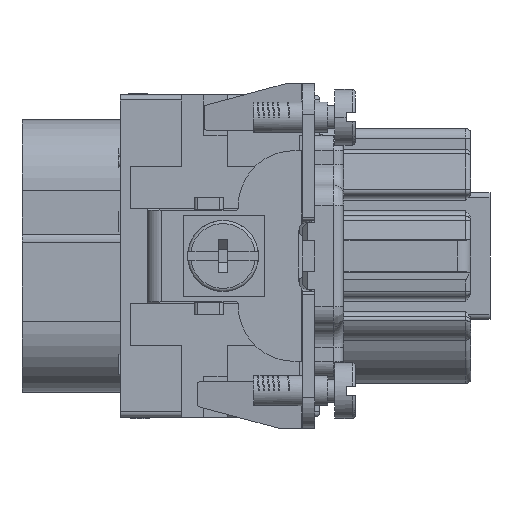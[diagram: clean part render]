
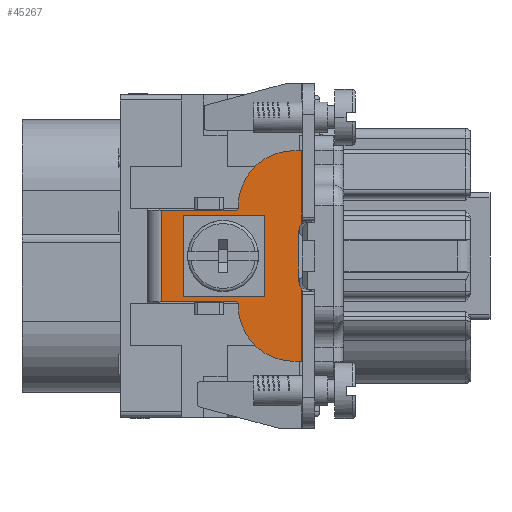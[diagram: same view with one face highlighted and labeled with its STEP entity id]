
A CAD part, left-side view. The second image highlights one B-rep face of the part: STEP entity #45267.
In plain terms, the highlighted planar face has unit normal (-1, 0, 0).
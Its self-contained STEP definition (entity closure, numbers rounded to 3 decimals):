
#11387=DIRECTION('',(0.,0.,1.));
#11388=VECTOR('',#11387,7.231);
#11389=CARTESIAN_POINT('',(-33.15,1.3,
-10.4));
#11390=LINE('',#11389,#11388);
#11424=CARTESIAN_POINT('',(-33.15,0.557,
-2.5));
#11425=DIRECTION('',(1.,0.,0.));
#11426=DIRECTION('',(0.,0.743,-0.669));
#11427=AXIS2_PLACEMENT_3D('',#11424,#11425,#11426);
#11429=DIRECTION('',(0.,-1.,0.));
#11430=VECTOR('',#11429,0.757);
#11431=CARTESIAN_POINT('',(-33.15,2.057,
-10.4));
#11432=LINE('',#11431,#11430);
#11433=CARTESIAN_POINT('',(-33.15,2.057,
-4.9));
#11434=DIRECTION('',(-1.,0.,0.));
#11435=DIRECTION('',(0.,1.,0.));
#11436=AXIS2_PLACEMENT_3D('',#11433,#11434,#11435);
#11438=DIRECTION('',(0.,0.,-1.));
#11439=VECTOR('',#11438,0.1);
#11440=CARTESIAN_POINT('',(-33.15,7.557,
-4.8));
#11441=LINE('',#11440,#11439);
#11442=CARTESIAN_POINT('',(-33.15,7.857,
-4.8));
#11443=DIRECTION('',(1.,0.,0.));
#11444=DIRECTION('',(0.,0.,1.));
#11445=AXIS2_PLACEMENT_3D('',#11442,#11443,#11444);
#11447=DIRECTION('',(0.,-1.,0.));
#11448=VECTOR('',#11447,1.2);
#11449=CARTESIAN_POINT('',(-33.15,9.057,
-4.5));
#11450=LINE('',#11449,#11448);
#11451=DIRECTION('',(0.,-1.,0.));
#11452=VECTOR('',#11451,3.286);
#11453=CARTESIAN_POINT('',(-33.15,15.143,
-4.5));
#11454=LINE('',#11453,#11452);
#11455=DIRECTION('',(0.,0.,1.));
#11456=VECTOR('',#11455,9.);
#11457=CARTESIAN_POINT('',(-33.15,15.143,
-4.5));
#11458=LINE('',#11457,#11456);
#11459=DIRECTION('',(0.,1.,0.));
#11460=VECTOR('',#11459,3.286);
#11461=CARTESIAN_POINT('',(-33.15,11.857,
4.5));
#11462=LINE('',#11461,#11460);
#11463=DIRECTION('',(0.,1.,0.));
#11464=VECTOR('',#11463,1.2);
#11465=CARTESIAN_POINT('',(-33.15,7.857,
4.5));
#11466=LINE('',#11465,#11464);
#11467=CARTESIAN_POINT('',(-33.15,7.857,
4.8));
#11468=DIRECTION('',(1.,0.,0.));
#11469=DIRECTION('',(0.,-1.,0.));
#11470=AXIS2_PLACEMENT_3D('',#11467,#11468,#11469);
#11472=DIRECTION('',(0.,0.,-1.));
#11473=VECTOR('',#11472,0.1);
#11474=CARTESIAN_POINT('',(-33.15,7.557,
4.9));
#11475=LINE('',#11474,#11473);
#11476=CARTESIAN_POINT('',(-33.15,2.057,
4.9));
#11477=DIRECTION('',(-1.,0.,0.));
#11478=DIRECTION('',(0.,0.,1.));
#11479=AXIS2_PLACEMENT_3D('',#11476,#11477,#11478);
#11481=DIRECTION('',(0.,1.,0.));
#11482=VECTOR('',#11481,0.743);
#11483=CARTESIAN_POINT('',(-33.15,1.314,
10.4));
#11484=LINE('',#11483,#11482);
#11485=DIRECTION('',(0.,0.,1.));
#11486=VECTOR('',#11485,7.247);
#11487=CARTESIAN_POINT('',(-33.15,1.314,
3.153));
#11488=LINE('',#11487,#11486);
#11489=CARTESIAN_POINT('',(-33.15,0.557,
2.5));
#11490=DIRECTION('',(1.,0.,0.));
#11491=DIRECTION('',(0.,1.,0.));
#11492=AXIS2_PLACEMENT_3D('',#11489,#11490,#11491);
#11494=DIRECTION('',(0.,-1.,0.));
#11495=VECTOR('',#11494,8.);
#11496=CARTESIAN_POINT('',(-33.15,12.979,
-4.));
#11497=LINE('',#11496,#11495);
#11498=DIRECTION('',(0.,0.,1.));
#11499=VECTOR('',#11498,8.);
#11500=CARTESIAN_POINT('',(-33.15,4.979,
-4.));
#11501=LINE('',#11500,#11499);
#11502=DIRECTION('',(0.,1.,0.));
#11503=VECTOR('',#11502,8.);
#11504=CARTESIAN_POINT('',(-33.15,4.979,
4.));
#11505=LINE('',#11504,#11503);
#11506=DIRECTION('',(0.,0.,-1.));
#11507=VECTOR('',#11506,8.);
#11508=CARTESIAN_POINT('',(-33.15,12.979,
4.));
#11509=LINE('',#11508,#11507);
#11510=DIRECTION('',(0.06,0.,0.998));
#11511=VECTOR('',#11510,4.989);
#11512=CARTESIAN_POINT('',(-33.15,1.557,
-2.48));
#11513=LINE('',#11512,#11511);
#11578=CARTESIAN_POINT('',(-33.15,1.314,
3.153));
#11634=DIRECTION('',(0.,1.,0.));
#11635=VECTOR('',#11634,2.8);
#11636=CARTESIAN_POINT('',(-33.15,9.057,
4.5));
#11637=LINE('',#11636,#11635);
#11748=DIRECTION('',(0.,1.,0.));
#11749=VECTOR('',#11748,2.8);
#11750=CARTESIAN_POINT('',(-33.15,9.057,
-4.5));
#11751=LINE('',#11750,#11749);
#30460=CARTESIAN_POINT('',(-33.15,7.557,
-4.9));
#30461=CARTESIAN_POINT('',(-33.15,2.057,
-10.4));
#30462=VERTEX_POINT('',#30460);
#30463=VERTEX_POINT('',#30461);
#30464=CARTESIAN_POINT('',(-33.15,7.557,
-4.8));
#30465=VERTEX_POINT('',#30464);
#30466=CARTESIAN_POINT('',(-33.15,7.857,
-4.5));
#30467=VERTEX_POINT('',#30466);
#30508=CARTESIAN_POINT('',(-33.15,7.557,
4.8));
#30509=CARTESIAN_POINT('',(-33.15,7.857,
4.5));
#30510=VERTEX_POINT('',#30508);
#30511=VERTEX_POINT('',#30509);
#30512=CARTESIAN_POINT('',(-33.15,7.557,
4.9));
#30513=VERTEX_POINT('',#30512);
#30514=CARTESIAN_POINT('',(-33.15,2.057,
10.4));
#30515=VERTEX_POINT('',#30514);
#30632=CARTESIAN_POINT('',(-33.15,15.143,
4.5));
#30633=VERTEX_POINT('',#30632);
#30634=CARTESIAN_POINT('',(-33.15,15.143,
-4.5));
#30635=VERTEX_POINT('',#30634);
#30646=CARTESIAN_POINT('',(-33.15,9.057,
-4.5));
#30647=VERTEX_POINT('',#30646);
#30650=CARTESIAN_POINT('',(-33.15,11.857,
-4.5));
#30651=VERTEX_POINT('',#30650);
#30662=CARTESIAN_POINT('',(-33.15,9.057,
4.5));
#30663=VERTEX_POINT('',#30662);
#30666=CARTESIAN_POINT('',(-33.15,11.857,
4.5));
#30667=VERTEX_POINT('',#30666);
#30701=CARTESIAN_POINT('',(-33.15,1.314,
10.4));
#30702=VERTEX_POINT('',#30701);
#30716=VERTEX_POINT('',#11578);
#30723=CARTESIAN_POINT('',(-33.15,1.3,
-10.4));
#30724=VERTEX_POINT('',#30723);
#30732=CARTESIAN_POINT('',(-33.15,1.3,
-3.169));
#30733=VERTEX_POINT('',#30732);
#30769=CARTESIAN_POINT('',(-33.15,1.557,
2.5));
#30770=VERTEX_POINT('',#30769);
#30773=CARTESIAN_POINT('',(-33.15,1.557,
-2.48));
#30774=VERTEX_POINT('',#30773);
#32012=CARTESIAN_POINT('',(-33.15,12.979,
-4.));
#32013=CARTESIAN_POINT('',(-33.15,4.979,
-4.));
#32014=VERTEX_POINT('',#32012);
#32015=VERTEX_POINT('',#32013);
#32016=CARTESIAN_POINT('',(-33.15,4.979,
4.));
#32017=VERTEX_POINT('',#32016);
#32018=CARTESIAN_POINT('',(-33.15,12.979,
4.));
#32019=VERTEX_POINT('',#32018);
#45211=CARTESIAN_POINT('',(-33.15,1.228,
-0.694));
#45212=DIRECTION('',(-1.,0.,0.));
#45213=DIRECTION('',(0.,0.,1.));
#45214=AXIS2_PLACEMENT_3D('',#45211,#45212,#45213);
#45215=PLANE('',#45214);
#45217=ORIENTED_EDGE('',*,*,#45216,.F.);
#45219=ORIENTED_EDGE('',*,*,#45218,.F.);
#45220=ORIENTED_EDGE('',*,*,#45199,.F.);
#45222=ORIENTED_EDGE('',*,*,#45221,.F.);
#45224=ORIENTED_EDGE('',*,*,#45223,.F.);
#45226=ORIENTED_EDGE('',*,*,#45225,.F.);
#45228=ORIENTED_EDGE('',*,*,#45227,.F.);
#45230=ORIENTED_EDGE('',*,*,#45229,.F.);
#45232=ORIENTED_EDGE('',*,*,#45231,.T.);
#45234=ORIENTED_EDGE('',*,*,#45233,.F.);
#45236=ORIENTED_EDGE('',*,*,#45235,.T.);
#45238=ORIENTED_EDGE('',*,*,#45237,.F.);
#45240=ORIENTED_EDGE('',*,*,#45239,.F.);
#45242=ORIENTED_EDGE('',*,*,#45241,.F.);
#45244=ORIENTED_EDGE('',*,*,#45243,.F.);
#45246=ORIENTED_EDGE('',*,*,#45245,.F.);
#45248=ORIENTED_EDGE('',*,*,#45247,.F.);
#45250=ORIENTED_EDGE('',*,*,#45249,.F.);
#45252=ORIENTED_EDGE('',*,*,#45251,.F.);
#45254=ORIENTED_EDGE('',*,*,#45253,.F.);
#45255=EDGE_LOOP('',(#45217,#45219,#45220,#45222,#45224,#45226,#45228,#45230,
#45232,#45234,#45236,#45238,#45240,#45242,#45244,#45246,#45248,#45250,#45252,
#45254));
#45256=FACE_OUTER_BOUND('',#45255,.F.);
#45258=ORIENTED_EDGE('',*,*,#45257,.T.);
#45260=ORIENTED_EDGE('',*,*,#45259,.T.);
#45262=ORIENTED_EDGE('',*,*,#45261,.T.);
#45264=ORIENTED_EDGE('',*,*,#45263,.T.);
#45265=EDGE_LOOP('',(#45258,#45260,#45262,#45264));
#45266=FACE_BOUND('',#45265,.F.);
#45267=ADVANCED_FACE('',(#45256,#45266),#45215,.T.);
#11428=CIRCLE('',#11427,1.);
#11437=CIRCLE('',#11436,5.5);
#11446=CIRCLE('',#11445,0.3);
#11471=CIRCLE('',#11470,0.3);
#11480=CIRCLE('',#11479,5.5);
#11493=CIRCLE('',#11492,1.);
#45199=EDGE_CURVE('',#30724,#30733,#11390,.T.);
#45216=EDGE_CURVE('',#30774,#30770,#11513,.T.);
#45218=EDGE_CURVE('',#30733,#30774,#11428,.T.);
#45221=EDGE_CURVE('',#30463,#30724,#11432,.T.);
#45223=EDGE_CURVE('',#30462,#30463,#11437,.T.);
#45225=EDGE_CURVE('',#30465,#30462,#11441,.T.);
#45227=EDGE_CURVE('',#30467,#30465,#11446,.T.);
#45229=EDGE_CURVE('',#30647,#30467,#11450,.T.);
#45231=EDGE_CURVE('',#30647,#30651,#11751,.T.);
#45233=EDGE_CURVE('',#30635,#30651,#11454,.T.);
#45235=EDGE_CURVE('',#30635,#30633,#11458,.T.);
#45237=EDGE_CURVE('',#30667,#30633,#11462,.T.);
#45239=EDGE_CURVE('',#30663,#30667,#11637,.T.);
#45241=EDGE_CURVE('',#30511,#30663,#11466,.T.);
#45243=EDGE_CURVE('',#30510,#30511,#11471,.T.);
#45245=EDGE_CURVE('',#30513,#30510,#11475,.T.);
#45247=EDGE_CURVE('',#30515,#30513,#11480,.T.);
#45249=EDGE_CURVE('',#30702,#30515,#11484,.T.);
#45251=EDGE_CURVE('',#30716,#30702,#11488,.T.);
#45253=EDGE_CURVE('',#30770,#30716,#11493,.T.);
#45257=EDGE_CURVE('',#32014,#32015,#11497,.T.);
#45259=EDGE_CURVE('',#32015,#32017,#11501,.T.);
#45261=EDGE_CURVE('',#32017,#32019,#11505,.T.);
#45263=EDGE_CURVE('',#32019,#32014,#11509,.T.);
